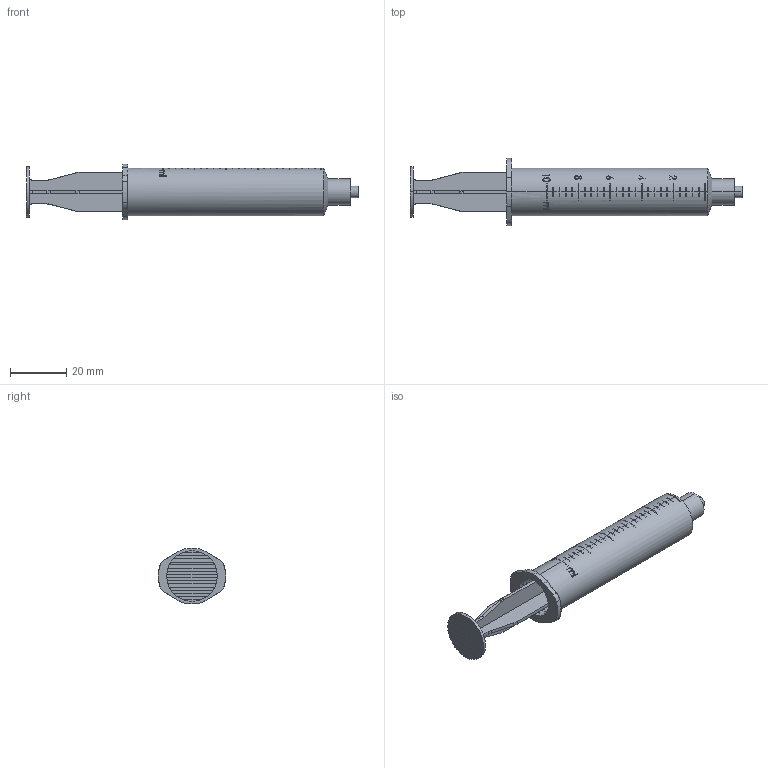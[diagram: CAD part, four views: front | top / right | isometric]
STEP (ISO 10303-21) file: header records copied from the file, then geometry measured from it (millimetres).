
FILE_DESCRIPTION (( 'STEP AP214' ), '1' );
FILE_NAME ('Syringe 10 ml.STEP', '2022-03-12T20:21:53', ( '' ), ( '' ), 'SwSTEP 2.0', 'SolidWorks 2017', '' );
FILE_SCHEMA (( 'AUTOMOTIVE_DESIGN' ));
Length unit declared in the file: millimetre
Products named in the file (4): Syringe_piston_10ml; Syringe 10 ml; Rubber tampon_10ml; Syringe_cylinder_10ml
Assembly tree (3 placements, depth 2):
  Syringe 10 ml
    Syringe_cylinder_10ml
    Rubber tampon_10ml
    Syringe_piston_10ml
Bounding box: 118.46 x 24 x 19.97 mm (x, y, z)
Volume: 8069.8 mm3; surface area: 14720.9 mm2
Topology: 3 solids, 3 shells, 597 faces, 1674 edges, 1079 vertices
Faces by surface type: plane 215, bspline 207, cylinder 115, cone 40, torus 20
Entity records: 33588 total; most frequent: CARTESIAN_POINT 17324, ORIENTED_EDGE 3336, DIRECTION 2055, EDGE_CURVE 1668, VERTEX_POINT 1079, AXIS2_PLACEMENT_3D 747, B_SPLINE_CURVE_WITH_KNOTS 739, EDGE_LOOP 645
